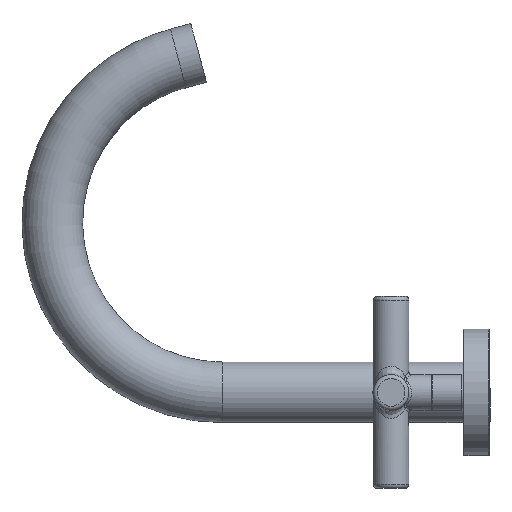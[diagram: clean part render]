
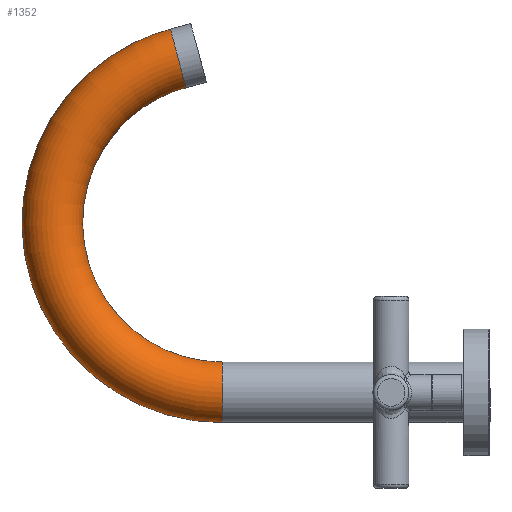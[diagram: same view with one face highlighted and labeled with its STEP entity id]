
A CAD part, left-side view. The second image highlights one B-rep face of the part: STEP entity #1352.
In plain terms, the highlighted toroidal (fillet/blend) face has major radius 64.4 mm and minor radius 11.5 mm.
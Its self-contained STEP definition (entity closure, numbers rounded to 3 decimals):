
#198=FACE_BOUND('',#354,.T.);
#247=FACE_OUTER_BOUND('',#353,.T.);
#353=EDGE_LOOP('',(#885));
#354=EDGE_LOOP('',(#886));
#491=CIRCLE('',#1463,11.5);
#492=CIRCLE('',#1465,11.5);
#571=VERTEX_POINT('',#2035);
#572=VERTEX_POINT('',#2038);
#701=EDGE_CURVE('',#571,#571,#491,.T.);
#702=EDGE_CURVE('',#572,#572,#492,.T.);
#885=ORIENTED_EDGE('',*,*,#701,.T.);
#886=ORIENTED_EDGE('',*,*,#702,.F.);
#1224=TOROIDAL_SURFACE('',#1464,64.4,11.5);
#1352=ADVANCED_FACE('',(#247,#198),#1224,.T.);
#1463=AXIS2_PLACEMENT_3D('',#2036,#1669,#1670);
#1464=AXIS2_PLACEMENT_3D('',#2037,#1671,#1672);
#1465=AXIS2_PLACEMENT_3D('',#2039,#1673,#1674);
#1669=DIRECTION('center_axis',(0.,0.966,
-0.259));
#1670=DIRECTION('ref_axis',(0.,-0.259,-0.966));
#1671=DIRECTION('center_axis',(1.,0.,0.));
#1672=DIRECTION('ref_axis',(0.,0.,-1.));
#1673=DIRECTION('center_axis',(0.,-1.,0.));
#1674=DIRECTION('ref_axis',(0.,0.,
1.));
#2035=CARTESIAN_POINT('',(0.,120.944,137.714));
#2036=CARTESIAN_POINT('Origin',(0.,117.968,
126.606));
#2037=CARTESIAN_POINT('Origin',(0.,101.3,64.4));
#2038=CARTESIAN_POINT('',(0.,101.3,-11.5));
#2039=CARTESIAN_POINT('Origin',(0.,101.3,0.));
